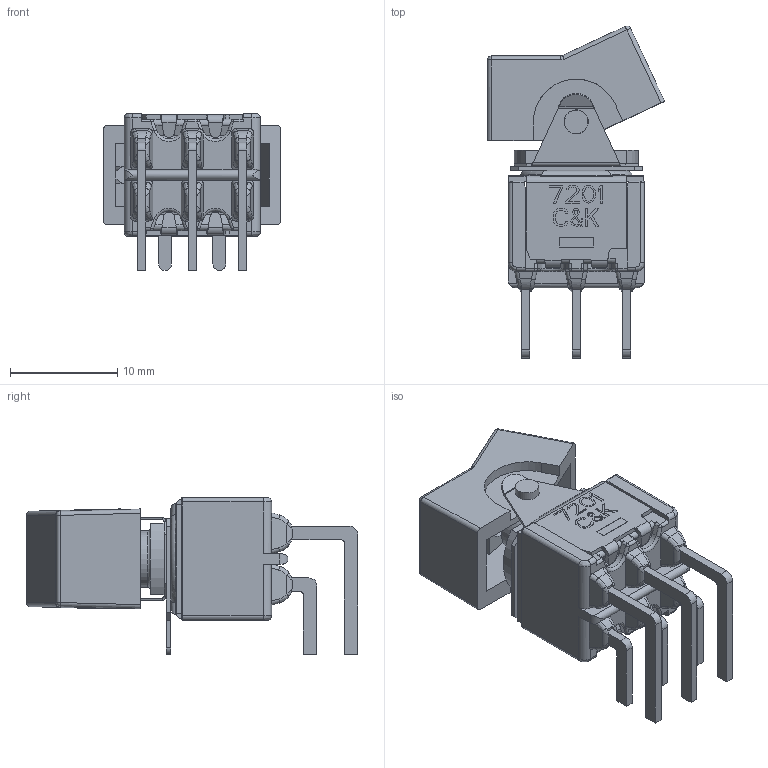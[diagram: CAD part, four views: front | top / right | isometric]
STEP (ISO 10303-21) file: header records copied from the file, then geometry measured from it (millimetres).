
FILE_DESCRIPTION(/* description */ ('STEP AP214'),/* implementation_level */ '2;1');
FILE_NAME(/* name */ '7201J1AQE2',/* time_stamp */ '2024-08-20T15:53:58+02:00',/* author */ ('License CC BY-ND 4.0'),/* organization */ ('CADENAS'),/* preprocessor_version */ 'ST-DEVELOPER v19.3',/* originating_system */ 'PARTsolutions',/* authorisation */ ' ');
FILE_SCHEMA (('AUTOMOTIVE_DESIGN {1 0 10303 214 3 1 1}'));
Length unit declared in the file: millimetre
Products named in the file (2): 7201J1AQE2; 7201J1AQE2_PART1
Assembly tree (1 placements, depth 2):
  7201J1AQE2
    7201J1AQE2_PART1
Bounding box: 16.5 x 30.9 x 14.61 mm (x, y, z)
Volume: 1537 mm3; surface area: 3454.2 mm2
Topology: 2 solids, 2 shells, 1104 faces, 2975 edges, 1878 vertices
Faces by surface type: plane 775, cylinder 222, bspline 74, torus 15, sphere 13, cone 5
Full cylindrical faces by diameter (mm): 2.184 x2, 2.235 x2, 2.616 x1, 3.505 x1, 3.988 x1, 4.242 x1, 5.232 x1
Entity records: 37165 total; most frequent: CARTESIAN_POINT 9963, ORIENTED_EDGE 5902, DIRECTION 5272, EDGE_CURVE 2951, LINE 2220, VECTOR 2220, VERTEX_POINT 1870, AXIS2_PLACEMENT_3D 1526
